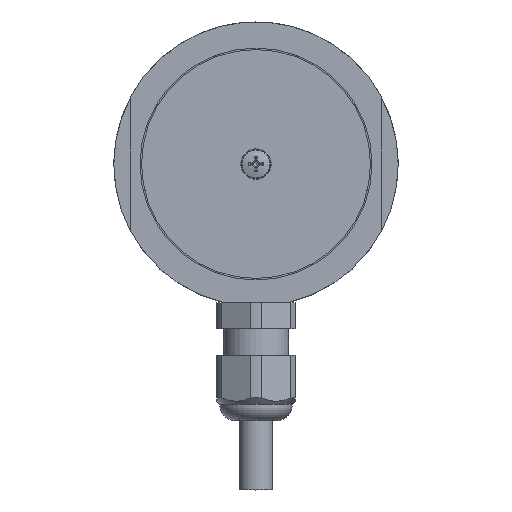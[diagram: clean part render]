
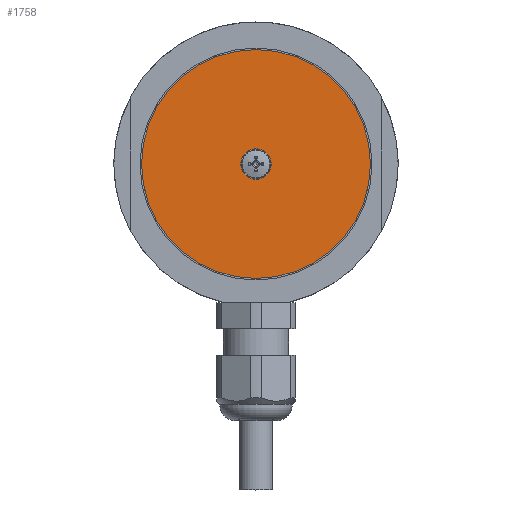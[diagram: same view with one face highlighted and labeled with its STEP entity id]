
A CAD part, top view. The second image highlights one B-rep face of the part: STEP entity #1758.
In plain terms, the highlighted planar face has unit normal (0, 0, 1).
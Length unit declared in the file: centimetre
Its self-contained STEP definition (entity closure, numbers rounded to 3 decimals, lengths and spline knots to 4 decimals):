
#48=FACE_BOUND('',#529,.T.);
#92=PLANE('',#1964);
#421=FACE_OUTER_BOUND('',#528,.T.);
#528=EDGE_LOOP('',(#1544));
#529=EDGE_LOOP('',(#1545));
#636=CIRCLE('',#1958,0.29);
#638=CIRCLE('',#1962,2.18);
#835=VERTEX_POINT('',#3213);
#837=VERTEX_POINT('',#3220);
#1078=EDGE_CURVE('',#835,#835,#636,.T.);
#1081=EDGE_CURVE('',#837,#837,#638,.T.);
#1544=ORIENTED_EDGE('',*,*,#1081,.T.);
#1545=ORIENTED_EDGE('',*,*,#1078,.T.);
#1758=ADVANCED_FACE('',(#421,#48),#92,.T.);
#1958=AXIS2_PLACEMENT_3D('',#3214,#2406,#2407);
#1962=AXIS2_PLACEMENT_3D('',#3221,#2415,#2416);
#1964=AXIS2_PLACEMENT_3D('',#3225,#2420,#2421);
#2406=DIRECTION('center_axis',(0.,0.,-1.));
#2407=DIRECTION('ref_axis',(-1.,0.,0.));
#2415=DIRECTION('center_axis',(0.,0.,1.));
#2416=DIRECTION('ref_axis',(-1.,0.,0.));
#2420=DIRECTION('center_axis',(0.,0.,1.));
#2421=DIRECTION('ref_axis',(1.,0.,0.));
#3213=CARTESIAN_POINT('',(0.131,-0.4986,2.125));
#3214=CARTESIAN_POINT('Origin',(-0.159,-0.4986,2.125));
#3220=CARTESIAN_POINT('',(2.021,-0.4986,2.125));
#3221=CARTESIAN_POINT('Origin',(-0.159,-0.4986,2.125));
#3225=CARTESIAN_POINT('Origin',(-0.159,-0.4986,2.125));
